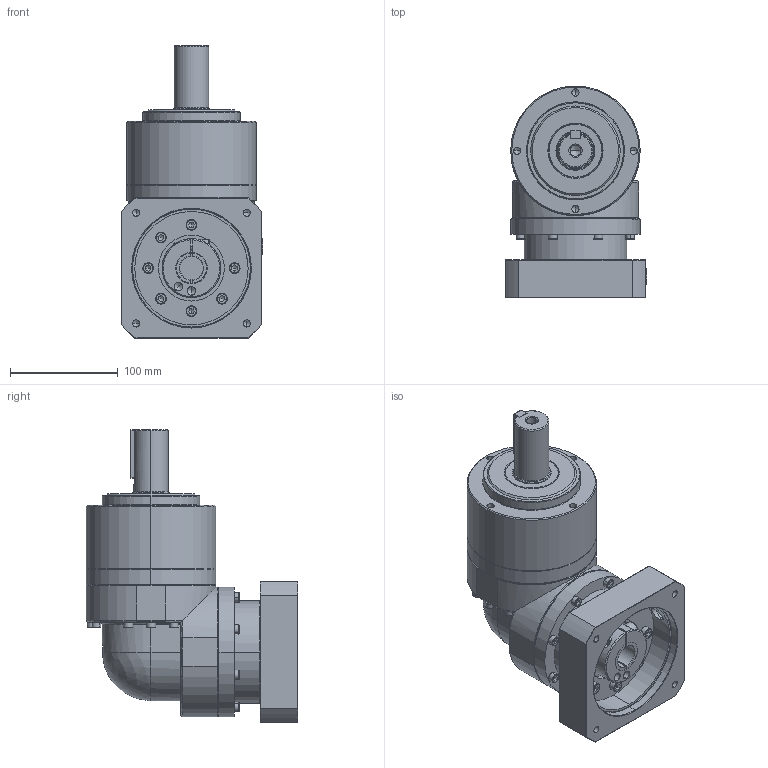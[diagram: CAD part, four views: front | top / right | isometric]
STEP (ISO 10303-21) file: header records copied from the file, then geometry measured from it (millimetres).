
FILE_DESCRIPTION (( 'STEP AP214' ), '1' );
FILE_NAME ('PGB120-10A5.STEP', '2015-05-04T18:26:24', ( '' ), ( '' ), 'SwSTEP 2.0', 'SolidWorks 2014', '' );
FILE_SCHEMA (( 'AUTOMOTIVE_DESIGN' ));
Length unit declared in the file: inch
Products named in the file (1): PGB120-10A5
Bounding box: 131 x 196 x 271 mm (x, y, z)
Volume: 2665306.7 mm3; surface area: 185288.2 mm2
Topology: 1 solids, 9 shells, 700 faces, 1799 edges, 1108 vertices
Faces by surface type: plane 305, cylinder 174, cone 128, torus 91, sphere 2
Entity records: 26074 total; most frequent: CARTESIAN_POINT 4486, DIRECTION 3539, ORIENTED_EDGE 3444, EDGE_CURVE 1722, AXIS2_PLACEMENT_3D 1387, VERTEX_POINT 1106, EDGE_LOOP 790, VECTOR 765
